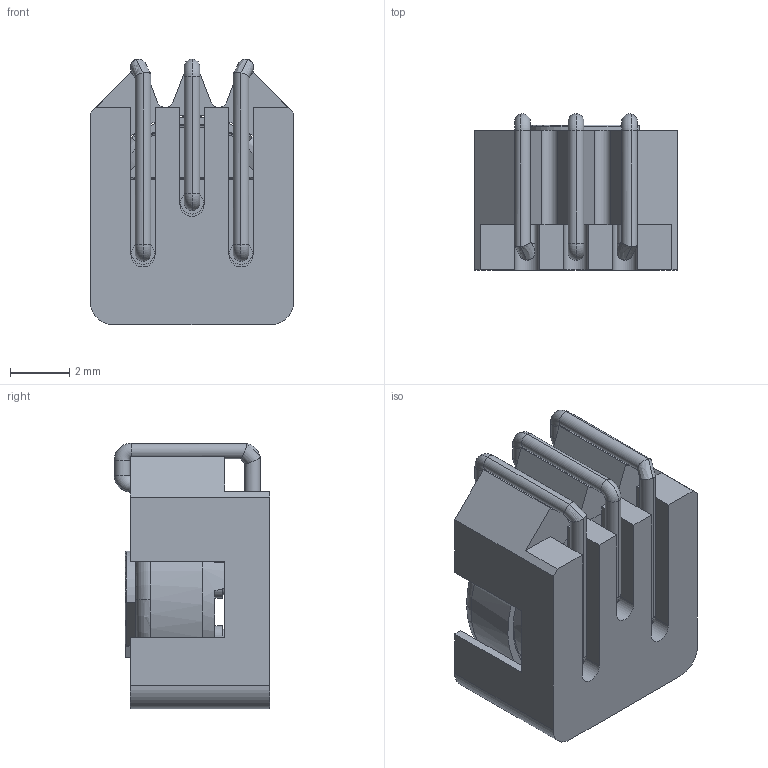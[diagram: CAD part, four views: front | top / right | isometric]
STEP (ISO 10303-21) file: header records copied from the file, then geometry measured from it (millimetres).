
FILE_DESCRIPTION((''),'2;1');
FILE_NAME('83Y_SW0001','2013-03-22T',('BMozley'),(''),'PRO/ENGINEER BY PARAMETRIC TECHNOLOGY CORPORATION, 2012480','PRO/ENGINEER BY PARAMETRIC TECHNOLOGY CORPORATION, 2012480','');
FILE_SCHEMA(('CONFIG_CONTROL_DESIGN'));
Length unit declared in the file: inch
Products named in the file (1): 83Y_SW0001
Bounding box: 6.86 x 5.25 x 8.95 mm (x, y, z)
Volume: 203.4 mm3; surface area: 618 mm2
Topology: 1 solids, 1 shells, 345 faces, 981 edges, 627 vertices
Faces by surface type: plane 187, cylinder 102, torus 31, cone 15, bspline 10
Entity records: 11996 total; most frequent: CARTESIAN_POINT 2954, ORIENTED_EDGE 1962, DIRECTION 1826, EDGE_CURVE 981, AXIS2_PLACEMENT_3D 633, VERTEX_POINT 627, VECTOR 560, LINE 560
